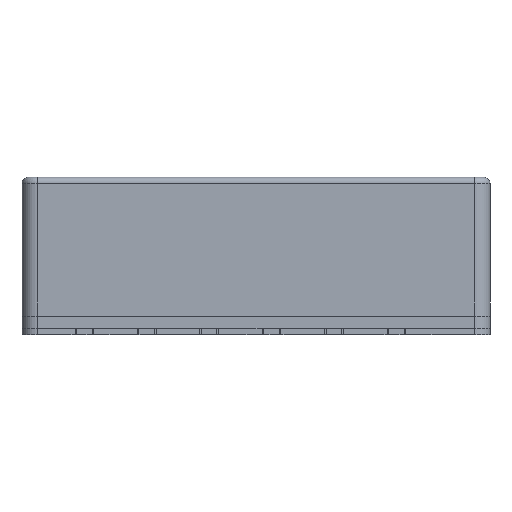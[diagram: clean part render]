
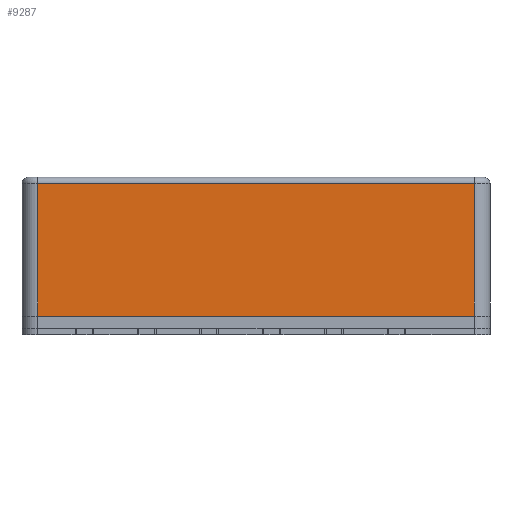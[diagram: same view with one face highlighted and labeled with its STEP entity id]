
A CAD part, left-side view. The second image highlights one B-rep face of the part: STEP entity #9287.
In plain terms, the highlighted planar face has unit normal (-1, 0, 0).
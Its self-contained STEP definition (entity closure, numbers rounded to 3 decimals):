
#242 = CYLINDRICAL_SURFACE('',#243,0.2);
#243 = AXIS2_PLACEMENT_3D('',#244,#245,#246);
#244 = CARTESIAN_POINT('',(-3.1,-7.,4.85));
#245 = DIRECTION('',(0.,1.,0.));
#246 = DIRECTION('',(-0.,0.,1.));
#1914 = VERTEX_POINT('',#1915);
#1915 = CARTESIAN_POINT('',(-3.3,-7.,4.85));
#1952 = CYLINDRICAL_SURFACE('',#1953,0.5);
#1953 = AXIS2_PLACEMENT_3D('',#1954,#1955,#1956);
#1954 = CARTESIAN_POINT('',(-2.8,-7.,0.6));
#1955 = DIRECTION('',(-0.,-0.,-1.));
#1956 = DIRECTION('',(1.,0.,0.));
#2023 = EDGE_CURVE('',#1914,#2024,#2026,.T.);
#2024 = VERTEX_POINT('',#2025);
#2025 = CARTESIAN_POINT('',(-3.3,7.,4.85));
#2026 = SURFACE_CURVE('',#2027,(#2031,#2038),.PCURVE_S1.);
#2027 = LINE('',#2028,#2029);
#2028 = CARTESIAN_POINT('',(-3.3,-7.,4.85));
#2029 = VECTOR('',#2030,1.);
#2030 = DIRECTION('',(0.,1.,0.));
#2031 = PCURVE('',#242,#2032);
#2032 = DEFINITIONAL_REPRESENTATION('',(#2033),#2037);
#2033 = LINE('',#2034,#2035);
#2034 = CARTESIAN_POINT('',(-1.571,0.));
#2035 = VECTOR('',#2036,1.);
#2036 = DIRECTION('',(-0.,1.));
#2037 = ( GEOMETRIC_REPRESENTATION_CONTEXT(2) 
PARAMETRIC_REPRESENTATION_CONTEXT() REPRESENTATION_CONTEXT('2D SPACE',''
  ) );
#2038 = PCURVE('',#2039,#2044);
#2039 = PLANE('',#2040);
#2040 = AXIS2_PLACEMENT_3D('',#2041,#2042,#2043);
#2041 = CARTESIAN_POINT('',(-3.3,-7.,0.6));
#2042 = DIRECTION('',(-1.,0.,0.));
#2043 = DIRECTION('',(0.,1.,0.));
#2044 = DEFINITIONAL_REPRESENTATION('',(#2045),#2049);
#2045 = LINE('',#2046,#2047);
#2046 = CARTESIAN_POINT('',(0.,-4.25));
#2047 = VECTOR('',#2048,1.);
#2048 = DIRECTION('',(1.,0.));
#2049 = ( GEOMETRIC_REPRESENTATION_CONTEXT(2) 
PARAMETRIC_REPRESENTATION_CONTEXT() REPRESENTATION_CONTEXT('2D SPACE',''
  ) );
#2174 = CYLINDRICAL_SURFACE('',#2175,0.5);
#2175 = AXIS2_PLACEMENT_3D('',#2176,#2177,#2178);
#2176 = CARTESIAN_POINT('',(-2.8,7.,0.6));
#2177 = DIRECTION('',(-0.,-0.,-1.));
#2178 = DIRECTION('',(1.,0.,0.));
#9165 = EDGE_CURVE('',#9166,#1914,#9168,.T.);
#9166 = VERTEX_POINT('',#9167);
#9167 = CARTESIAN_POINT('',(-3.3,-7.,0.6));
#9168 = SURFACE_CURVE('',#9169,(#9173,#9180),.PCURVE_S1.);
#9169 = LINE('',#9170,#9171);
#9170 = CARTESIAN_POINT('',(-3.3,-7.,0.6));
#9171 = VECTOR('',#9172,1.);
#9172 = DIRECTION('',(0.,0.,1.));
#9173 = PCURVE('',#1952,#9174);
#9174 = DEFINITIONAL_REPRESENTATION('',(#9175),#9179);
#9175 = LINE('',#9176,#9177);
#9176 = CARTESIAN_POINT('',(-3.142,0.));
#9177 = VECTOR('',#9178,1.);
#9178 = DIRECTION('',(-0.,-1.));
#9179 = ( GEOMETRIC_REPRESENTATION_CONTEXT(2) 
PARAMETRIC_REPRESENTATION_CONTEXT() REPRESENTATION_CONTEXT('2D SPACE',''
  ) );
#9180 = PCURVE('',#2039,#9181);
#9181 = DEFINITIONAL_REPRESENTATION('',(#9182),#9186);
#9182 = LINE('',#9183,#9184);
#9183 = CARTESIAN_POINT('',(0.,0.));
#9184 = VECTOR('',#9185,1.);
#9185 = DIRECTION('',(0.,-1.));
#9186 = ( GEOMETRIC_REPRESENTATION_CONTEXT(2) 
PARAMETRIC_REPRESENTATION_CONTEXT() REPRESENTATION_CONTEXT('2D SPACE',''
  ) );
#9227 = PLANE('',#9228);
#9228 = AXIS2_PLACEMENT_3D('',#9229,#9230,#9231);
#9229 = CARTESIAN_POINT('',(0.,0.,0.6));
#9230 = DIRECTION('',(0.,0.,1.));
#9231 = DIRECTION('',(1.,0.,0.));
#9287 = ADVANCED_FACE('',(#9288),#2039,.T.);
#9288 = FACE_BOUND('',#9289,.T.);
#9289 = EDGE_LOOP('',(#9290,#9291,#9292,#9315));
#9290 = ORIENTED_EDGE('',*,*,#9165,.T.);
#9291 = ORIENTED_EDGE('',*,*,#2023,.T.);
#9292 = ORIENTED_EDGE('',*,*,#9293,.F.);
#9293 = EDGE_CURVE('',#9294,#2024,#9296,.T.);
#9294 = VERTEX_POINT('',#9295);
#9295 = CARTESIAN_POINT('',(-3.3,7.,0.6));
#9296 = SURFACE_CURVE('',#9297,(#9301,#9308),.PCURVE_S1.);
#9297 = LINE('',#9298,#9299);
#9298 = CARTESIAN_POINT('',(-3.3,7.,0.6));
#9299 = VECTOR('',#9300,1.);
#9300 = DIRECTION('',(0.,0.,1.));
#9301 = PCURVE('',#2039,#9302);
#9302 = DEFINITIONAL_REPRESENTATION('',(#9303),#9307);
#9303 = LINE('',#9304,#9305);
#9304 = CARTESIAN_POINT('',(14.,0.));
#9305 = VECTOR('',#9306,1.);
#9306 = DIRECTION('',(0.,-1.));
#9307 = ( GEOMETRIC_REPRESENTATION_CONTEXT(2) 
PARAMETRIC_REPRESENTATION_CONTEXT() REPRESENTATION_CONTEXT('2D SPACE',''
  ) );
#9308 = PCURVE('',#2174,#9309);
#9309 = DEFINITIONAL_REPRESENTATION('',(#9310),#9314);
#9310 = LINE('',#9311,#9312);
#9311 = CARTESIAN_POINT('',(-3.142,0.));
#9312 = VECTOR('',#9313,1.);
#9313 = DIRECTION('',(-0.,-1.));
#9314 = ( GEOMETRIC_REPRESENTATION_CONTEXT(2) 
PARAMETRIC_REPRESENTATION_CONTEXT() REPRESENTATION_CONTEXT('2D SPACE',''
  ) );
#9315 = ORIENTED_EDGE('',*,*,#9316,.F.);
#9316 = EDGE_CURVE('',#9166,#9294,#9317,.T.);
#9317 = SURFACE_CURVE('',#9318,(#9322,#9329),.PCURVE_S1.);
#9318 = LINE('',#9319,#9320);
#9319 = CARTESIAN_POINT('',(-3.3,-7.,0.6));
#9320 = VECTOR('',#9321,1.);
#9321 = DIRECTION('',(0.,1.,0.));
#9322 = PCURVE('',#2039,#9323);
#9323 = DEFINITIONAL_REPRESENTATION('',(#9324),#9328);
#9324 = LINE('',#9325,#9326);
#9325 = CARTESIAN_POINT('',(0.,0.));
#9326 = VECTOR('',#9327,1.);
#9327 = DIRECTION('',(1.,0.));
#9328 = ( GEOMETRIC_REPRESENTATION_CONTEXT(2) 
PARAMETRIC_REPRESENTATION_CONTEXT() REPRESENTATION_CONTEXT('2D SPACE',''
  ) );
#9329 = PCURVE('',#9227,#9330);
#9330 = DEFINITIONAL_REPRESENTATION('',(#9331),#9335);
#9331 = LINE('',#9332,#9333);
#9332 = CARTESIAN_POINT('',(-3.3,-7.));
#9333 = VECTOR('',#9334,1.);
#9334 = DIRECTION('',(0.,1.));
#9335 = ( GEOMETRIC_REPRESENTATION_CONTEXT(2) 
PARAMETRIC_REPRESENTATION_CONTEXT() REPRESENTATION_CONTEXT('2D SPACE',''
  ) );
